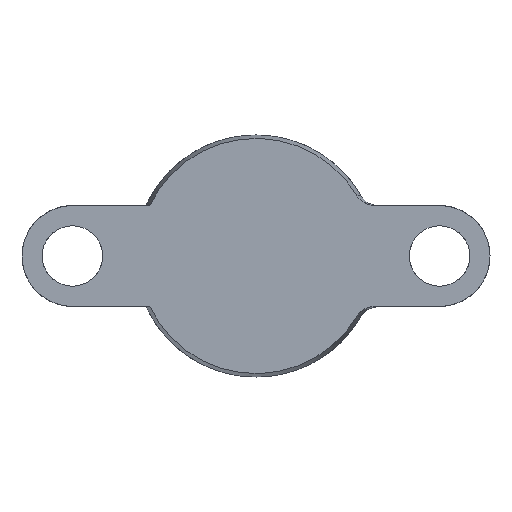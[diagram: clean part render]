
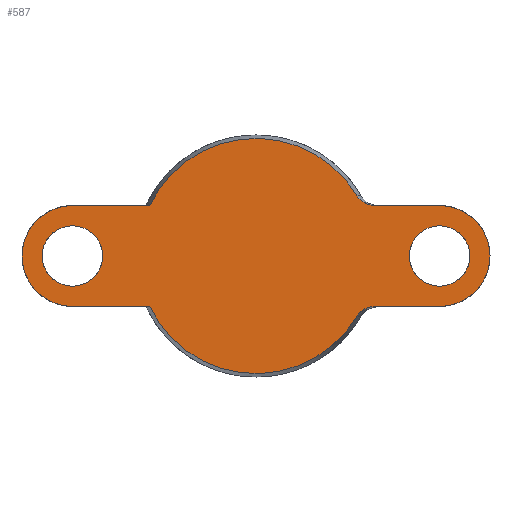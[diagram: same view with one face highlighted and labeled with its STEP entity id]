
A CAD part, front view. The second image highlights one B-rep face of the part: STEP entity #587.
In plain terms, the highlighted planar face has unit normal (0, -1, 0).
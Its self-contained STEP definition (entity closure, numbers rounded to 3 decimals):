
#21 = CARTESIAN_POINT ( 'NONE',  ( -26.326, 0., 12.5 ) ) ;
#24 = VECTOR ( 'NONE', #691, 1000. ) ;
#27 = AXIS2_PLACEMENT_3D ( 'NONE', #1191, #297, #729 ) ;
#28 = CARTESIAN_POINT ( 'NONE',  ( 26.862, 0., -13.142 ) ) ;
#41 = CARTESIAN_POINT ( 'NONE',  ( 27.662, 0., -12.789 ) ) ;
#62 = FACE_BOUND ( 'NONE', #770, .T. ) ;
#67 = LINE ( 'NONE', #388, #790 ) ;
#87 = DIRECTION ( 'NONE',  ( 0., 0., 1. ) ) ;
#93 = EDGE_CURVE ( 'NONE', #289, #1263, #604, .T. ) ;
#104 = CARTESIAN_POINT ( 'NONE',  ( 25.237, 0., 14.58 ) ) ;
#106 = DIRECTION ( 'NONE',  ( -1., 0., 0. ) ) ;
#107 = CIRCLE ( 'NONE', #637, 29.143 ) ;
#111 = CARTESIAN_POINT ( 'NONE',  ( 29.374, 0., 12.5 ) ) ;
#113 = EDGE_CURVE ( 'NONE', #1148, #1148, #971, .T. ) ;
#129 = VECTOR ( 'NONE', #106, 1000. ) ;
#132 = AXIS2_PLACEMENT_3D ( 'NONE', #397, #304, #914 ) ;
#137 = CARTESIAN_POINT ( 'NONE',  ( -45.5, 0., 0. ) ) ;
#139 = CARTESIAN_POINT ( 'NONE',  ( 27.255, 0., -12.953 ) ) ;
#153 = CARTESIAN_POINT ( 'NONE',  ( 27.871, 0., -12.72 ) ) ;
#158 = CARTESIAN_POINT ( 'NONE',  ( 29.374, 0., 12.5 ) ) ;
#175 = CARTESIAN_POINT ( 'NONE',  ( 45.5, 0., 0. ) ) ;
#180 = CIRCLE ( 'NONE', #132, 29.143 ) ;
#193 = CARTESIAN_POINT ( 'NONE',  ( -15., 0., 12.5 ) ) ;
#221 = ORIENTED_EDGE ( 'NONE', *, *, #800, .T. ) ;
#233 = CARTESIAN_POINT ( 'NONE',  ( -26.326, 0., -12.5 ) ) ;
#237 = DIRECTION ( 'NONE',  ( 0., 0., -1. ) ) ;
#239 = CIRCLE ( 'NONE', #27, 12.5 ) ;
#286 = CARTESIAN_POINT ( 'NONE',  ( 25.011, 0., -14.959 ) ) ;
#287 = FACE_BOUND ( 'NONE', #490, .T. ) ;
#289 = VERTEX_POINT ( 'NONE', #780 ) ;
#292 = DIRECTION ( 'NONE',  ( 1., 0., 0. ) ) ;
#297 = DIRECTION ( 'NONE',  ( 0., -1., 0. ) ) ;
#298 = VERTEX_POINT ( 'NONE', #158 ) ;
#301 = CIRCLE ( 'NONE', #806, 7.5 ) ;
#304 = DIRECTION ( 'NONE',  ( 0., -1., 0. ) ) ;
#306 = CARTESIAN_POINT ( 'NONE',  ( 28.502, 0., 12.556 ) ) ;
#313 = CARTESIAN_POINT ( 'NONE',  ( 25.976, 0., 13.785 ) ) ;
#323 = DIRECTION ( 'NONE',  ( 0., 0., 1. ) ) ;
#329 = CARTESIAN_POINT ( 'NONE',  ( 45.5, 0., -12.5 ) ) ;
#337 = CARTESIAN_POINT ( 'NONE',  ( 25.508, 0., -14.24 ) ) ;
#360 = CARTESIAN_POINT ( 'NONE',  ( 26.497, 0., -13.379 ) ) ;
#368 = VECTOR ( 'NONE', #688, 1000. ) ;
#388 = CARTESIAN_POINT ( 'NONE',  ( 15., 0., 12.5 ) ) ;
#393 = CARTESIAN_POINT ( 'NONE',  ( -29.143, 0., 0. ) ) ;
#397 = CARTESIAN_POINT ( 'NONE',  ( 0., 0., 0. ) ) ;
#398 = ORIENTED_EDGE ( 'NONE', *, *, #1033, .F. ) ;
#399 = CARTESIAN_POINT ( 'NONE',  ( -15., 0., -12.5 ) ) ;
#426 = ORIENTED_EDGE ( 'NONE', *, *, #435, .T. ) ;
#435 = EDGE_CURVE ( 'NONE', #298, #1050, #1003, .T. ) ;
#468 = FACE_OUTER_BOUND ( 'NONE', #918, .T. ) ;
#490 = EDGE_LOOP ( 'NONE', ( #1127 ) ) ;
#514 = CARTESIAN_POINT ( 'NONE',  ( 27.057, 0., 13.048 ) ) ;
#535 = VERTEX_POINT ( 'NONE', #938 ) ;
#540 = CARTESIAN_POINT ( 'NONE',  ( -45.5, 0., 7.5 ) ) ;
#557 = ORIENTED_EDGE ( 'NONE', *, *, #1217, .T. ) ;
#560 = B_SPLINE_CURVE_WITH_KNOTS ( 'NONE', 3,
 ( #632, #846, #337, #835, #1241, #360, #28, #139, #41, #153, #860, #641, #1248 ),
 .UNSPECIFIED., .F., .F.,
 ( 4, 2, 2, 1, 2, 2, 4 ),
 ( 0., 0.001, 0.002, 0.003, 0.003, 0.004, 0.005 ),
 .UNSPECIFIED. ) ;
#562 = VERTEX_POINT ( 'NONE', #1222 ) ;
#586 = EDGE_CURVE ( 'NONE', #985, #1032, #107, .T. ) ;
#587 = ADVANCED_FACE ( 'NONE', ( #468, #287, #62 ), #1273, .F. ) ;
#603 = CARTESIAN_POINT ( 'NONE',  ( 29.374, 0., -12.5 ) ) ;
#604 = CIRCLE ( 'NONE', #948, 12.5 ) ;
#632 = CARTESIAN_POINT ( 'NONE',  ( 25.011, 0., -14.959 ) ) ;
#637 = AXIS2_PLACEMENT_3D ( 'NONE', #1092, #773, #880 ) ;
#641 = CARTESIAN_POINT ( 'NONE',  ( 28.933, 0., -12.5 ) ) ;
#648 = EDGE_CURVE ( 'NONE', #298, #289, #67, .T. ) ;
#660 = DIRECTION ( 'NONE',  ( 0., 0., 1. ) ) ;
#688 = DIRECTION ( 'NONE',  ( -1., 0., 0. ) ) ;
#691 = DIRECTION ( 'NONE',  ( 1., 0., 0. ) ) ;
#703 = EDGE_CURVE ( 'NONE', #908, #562, #239, .T. ) ;
#714 = CARTESIAN_POINT ( 'NONE',  ( 25.507, 0., 14.24 ) ) ;
#718 = LINE ( 'NONE', #399, #24 ) ;
#724 = CARTESIAN_POINT ( 'NONE',  ( 27.659, 0., 12.79 ) ) ;
#729 = DIRECTION ( 'NONE',  ( 0., 0., -1. ) ) ;
#732 = DIRECTION ( 'NONE',  ( 0., -1., 0. ) ) ;
#750 = VERTEX_POINT ( 'NONE', #21 ) ;
#757 = ORIENTED_EDGE ( 'NONE', *, *, #113, .F. ) ;
#763 = CARTESIAN_POINT ( 'NONE',  ( 15., 0., -12.5 ) ) ;
#770 = EDGE_LOOP ( 'NONE', ( #757 ) ) ;
#773 = DIRECTION ( 'NONE',  ( 0., -1., 0. ) ) ;
#776 = ORIENTED_EDGE ( 'NONE', *, *, #586, .T. ) ;
#780 = CARTESIAN_POINT ( 'NONE',  ( 45.5, 0., 12.5 ) ) ;
#787 = ORIENTED_EDGE ( 'NONE', *, *, #703, .T. ) ;
#790 = VECTOR ( 'NONE', #292, 1000. ) ;
#791 = DIRECTION ( 'NONE',  ( 0., 1., 0. ) ) ;
#795 = ORIENTED_EDGE ( 'NONE', *, *, #893, .T. ) ;
#800 = EDGE_CURVE ( 'NONE', #1050, #750, #180, .T. ) ;
#806 = AXIS2_PLACEMENT_3D ( 'NONE', #175, #975, #660 ) ;
#825 = DIRECTION ( 'NONE',  ( 0., 1., 0. ) ) ;
#830 = CARTESIAN_POINT ( 'NONE',  ( 26.495, 0., 13.38 ) ) ;
#832 = AXIS2_PLACEMENT_3D ( 'NONE', #393, #791, #87 ) ;
#835 = CARTESIAN_POINT ( 'NONE',  ( 25.977, 0., -13.784 ) ) ;
#846 = CARTESIAN_POINT ( 'NONE',  ( 25.237, 0., -14.58 ) ) ;
#860 = CARTESIAN_POINT ( 'NONE',  ( 28.503, 0., -12.556 ) ) ;
#880 = DIRECTION ( 'NONE',  ( 0., 0., -1. ) ) ;
#893 = EDGE_CURVE ( 'NONE', #1032, #1185, #560, .T. ) ;
#908 = VERTEX_POINT ( 'NONE', #1150 ) ;
#914 = DIRECTION ( 'NONE',  ( 0., 0., -1. ) ) ;
#918 = EDGE_LOOP ( 'NONE', ( #1009, #426, #221, #1077, #787, #557, #776, #795, #398, #1281 ) ) ;
#927 = CARTESIAN_POINT ( 'NONE',  ( 45.5, 0., 0. ) ) ;
#938 = CARTESIAN_POINT ( 'NONE',  ( 45.5, 0., 7.5 ) ) ;
#948 = AXIS2_PLACEMENT_3D ( 'NONE', #927, #825, #237 ) ;
#971 = CIRCLE ( 'NONE', #1266, 7.5 ) ;
#975 = DIRECTION ( 'NONE',  ( 0., 1., 0. ) ) ;
#985 = VERTEX_POINT ( 'NONE', #233 ) ;
#989 = LINE ( 'NONE', #763, #368 ) ;
#1003 = B_SPLINE_CURVE_WITH_KNOTS ( 'NONE', 3,
 ( #111, #1199, #306, #1107, #724, #1099, #514, #1031, #830, #1204, #313, #714, #104, #1218 ),
 .UNSPECIFIED., .F., .F.,
 ( 4, 2, 2, 2, 2, 2, 4 ),
 ( 0., 0.001, 0.002, 0.003, 0.003, 0.004, 0.005 ),
 .UNSPECIFIED. ) ;
#1009 = ORIENTED_EDGE ( 'NONE', *, *, #648, .F. ) ;
#1017 = LINE ( 'NONE', #193, #129 ) ;
#1031 = CARTESIAN_POINT ( 'NONE',  ( 26.678, 0., 13.261 ) ) ;
#1032 = VERTEX_POINT ( 'NONE', #286 ) ;
#1033 = EDGE_CURVE ( 'NONE', #1263, #1185, #989, .T. ) ;
#1046 = EDGE_CURVE ( 'NONE', #535, #535, #301, .T. ) ;
#1050 = VERTEX_POINT ( 'NONE', #1075 ) ;
#1075 = CARTESIAN_POINT ( 'NONE',  ( 25.011, 0., 14.959 ) ) ;
#1077 = ORIENTED_EDGE ( 'NONE', *, *, #1210, .T. ) ;
#1092 = CARTESIAN_POINT ( 'NONE',  ( 0., 0., 0. ) ) ;
#1099 = CARTESIAN_POINT ( 'NONE',  ( 27.253, 0., 12.954 ) ) ;
#1107 = CARTESIAN_POINT ( 'NONE',  ( 27.869, 0., 12.721 ) ) ;
#1127 = ORIENTED_EDGE ( 'NONE', *, *, #1046, .T. ) ;
#1148 = VERTEX_POINT ( 'NONE', #540 ) ;
#1150 = CARTESIAN_POINT ( 'NONE',  ( -45.5, 0., 12.5 ) ) ;
#1185 = VERTEX_POINT ( 'NONE', #603 ) ;
#1191 = CARTESIAN_POINT ( 'NONE',  ( -45.5, 0., 0. ) ) ;
#1199 = CARTESIAN_POINT ( 'NONE',  ( 28.933, 0., 12.5 ) ) ;
#1204 = CARTESIAN_POINT ( 'NONE',  ( 26.144, 0., 13.642 ) ) ;
#1210 = EDGE_CURVE ( 'NONE', #750, #908, #1017, .T. ) ;
#1217 = EDGE_CURVE ( 'NONE', #562, #985, #718, .T. ) ;
#1218 = CARTESIAN_POINT ( 'NONE',  ( 25.011, 0., 14.959 ) ) ;
#1222 = CARTESIAN_POINT ( 'NONE',  ( -45.5, 0., -12.5 ) ) ;
#1241 = CARTESIAN_POINT ( 'NONE',  ( 26.146, 0., -13.64 ) ) ;
#1248 = CARTESIAN_POINT ( 'NONE',  ( 29.374, 0., -12.5 ) ) ;
#1263 = VERTEX_POINT ( 'NONE', #329 ) ;
#1266 = AXIS2_PLACEMENT_3D ( 'NONE', #137, #732, #323 ) ;
#1273 = PLANE ( 'NONE',  #832 ) ;
#1281 = ORIENTED_EDGE ( 'NONE', *, *, #93, .F. ) ;
